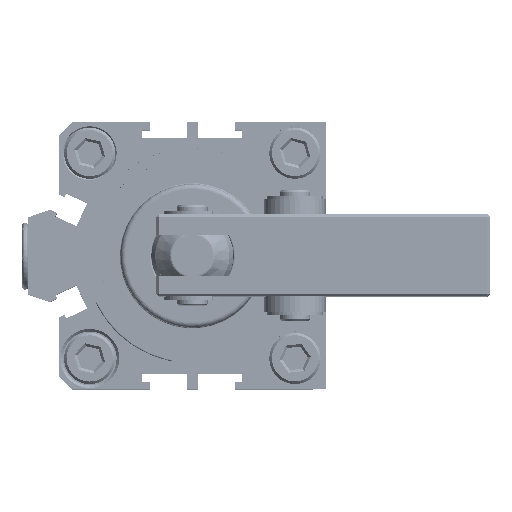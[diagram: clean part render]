
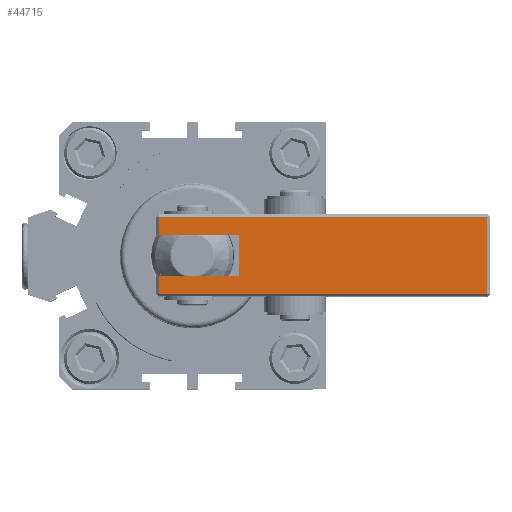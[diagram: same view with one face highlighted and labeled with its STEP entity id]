
A CAD part, top view. The second image highlights one B-rep face of the part: STEP entity #44715.
In plain terms, the highlighted planar face has unit normal (0, 0, 1).
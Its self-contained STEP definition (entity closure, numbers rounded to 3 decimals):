
#159 = VECTOR ( 'NONE', #5514, 1000. ) ;
#247 = LINE ( 'NONE', #1760, #159 ) ;
#1760 = CARTESIAN_POINT ( 'NONE',  ( 55.023, -9.616, -56.907 ) ) ;
#2407 = PLANE ( 'NONE',  #18840 ) ;
#3500 = CARTESIAN_POINT ( 'NONE',  ( -9.477, -9.616, -56.907 ) ) ;
#3908 = VECTOR ( 'NONE', #7768, 1000. ) ;
#3993 = LINE ( 'NONE', #8633, #3908 ) ;
#4279 = CARTESIAN_POINT ( 'NONE',  ( -9.477, -6.116, -56.907 ) ) ;
#5514 = DIRECTION ( 'NONE',  ( 1., 0., 0. ) ) ;
#7768 = DIRECTION ( 'NONE',  ( 1., 0., 0. ) ) ;
#8401 = ORIENTED_EDGE ( 'NONE', *, *, #26353, .T. ) ;
#8633 = CARTESIAN_POINT ( 'NONE',  ( -9.977, -6.116, -56.907 ) ) ;
#9151 = VERTEX_POINT ( 'NONE', #13013 ) ;
#12066 = ORIENTED_EDGE ( 'NONE', *, *, #21782, .F. ) ;
#13013 = CARTESIAN_POINT ( 'NONE',  ( 6.023, -6.116, -56.907 ) ) ;
#14759 = VERTEX_POINT ( 'NONE', #37465 ) ;
#15416 = CARTESIAN_POINT ( 'NONE',  ( -9.477, 5.384, -56.907 ) ) ;
#15730 = EDGE_CURVE ( 'NONE', #29377, #34179, #42271, .T. ) ;
#16172 = CARTESIAN_POINT ( 'NONE',  ( 54.523, -10.116, -56.907 ) ) ;
#16359 = EDGE_CURVE ( 'NONE', #42258, #29377, #39602, .T. ) ;
#16632 = EDGE_CURVE ( 'NONE', #34179, #19797, #38096, .T. ) ;
#16641 = DIRECTION ( 'NONE',  ( 0., -1., 0. ) ) ;
#17230 = DIRECTION ( 'NONE',  ( 0., 0., -1. ) ) ;
#17410 = VERTEX_POINT ( 'NONE', #3500 ) ;
#17575 = VECTOR ( 'NONE', #18107, 1000. ) ;
#17663 = LINE ( 'NONE', #18825, #17575 ) ;
#17947 = DIRECTION ( 'NONE',  ( 0., 1., 0. ) ) ;
#18101 = CARTESIAN_POINT ( 'NONE',  ( -9.477, -10.116, -56.907 ) ) ;
#18107 = DIRECTION ( 'NONE',  ( 0., 1., 0. ) ) ;
#18825 = CARTESIAN_POINT ( 'NONE',  ( -9.477, -10.116, -56.907 ) ) ;
#18840 = AXIS2_PLACEMENT_3D ( 'NONE', #24491, #17230, #42689 ) ;
#18919 = EDGE_CURVE ( 'NONE', #14759, #42258, #29248, .T. ) ;
#19773 = EDGE_CURVE ( 'NONE', #9151, #14759, #25072, .T. ) ;
#19797 = VERTEX_POINT ( 'NONE', #20556 ) ;
#20556 = CARTESIAN_POINT ( 'NONE',  ( 54.523, -9.616, -56.907 ) ) ;
#20711 = DIRECTION ( 'NONE',  ( 0., 1., 0. ) ) ;
#20800 = VERTEX_POINT ( 'NONE', #4279 ) ;
#20872 = CARTESIAN_POINT ( 'NONE',  ( 6.023, -10.116, -56.907 ) ) ;
#21782 = EDGE_CURVE ( 'NONE', #17410, #20800, #17663, .T. ) ;
#24491 = CARTESIAN_POINT ( 'NONE',  ( -9.977, -10.116, -56.907 ) ) ;
#25072 = LINE ( 'NONE', #20872, #25280 ) ;
#25280 = VECTOR ( 'NONE', #20711, 1000. ) ;
#25286 = EDGE_CURVE ( 'NONE', #20800, #9151, #3993, .T. ) ;
#26215 = DIRECTION ( 'NONE',  ( 1., 0., 0. ) ) ;
#26279 = CARTESIAN_POINT ( 'NONE',  ( -9.977, 5.384, -56.907 ) ) ;
#26353 = EDGE_CURVE ( 'NONE', #17410, #19797, #247, .T. ) ;
#29096 = VECTOR ( 'NONE', #34729, 1000. ) ;
#29248 = LINE ( 'NONE', #34686, #29096 ) ;
#29377 = VERTEX_POINT ( 'NONE', #15416 ) ;
#31843 = ORIENTED_EDGE ( 'NONE', *, *, #15730, .F. ) ;
#34179 = VERTEX_POINT ( 'NONE', #38785 ) ;
#34686 = CARTESIAN_POINT ( 'NONE',  ( -9.977, 1.884, -56.907 ) ) ;
#34729 = DIRECTION ( 'NONE',  ( -1., 0., 0. ) ) ;
#34795 = CARTESIAN_POINT ( 'NONE',  ( -9.477, 1.884, -56.907 ) ) ;
#37054 = ORIENTED_EDGE ( 'NONE', *, *, #16359, .F. ) ;
#37465 = CARTESIAN_POINT ( 'NONE',  ( 6.023, 1.884, -56.907 ) ) ;
#37494 = ORIENTED_EDGE ( 'NONE', *, *, #16632, .F. ) ;
#38053 = VECTOR ( 'NONE', #16641, 1000. ) ;
#38096 = LINE ( 'NONE', #16172, #38053 ) ;
#38562 = ORIENTED_EDGE ( 'NONE', *, *, #25286, .F. ) ;
#38695 = FACE_OUTER_BOUND ( 'NONE', #43468, .T. ) ;
#38785 = CARTESIAN_POINT ( 'NONE',  ( 54.523, 5.384, -56.907 ) ) ;
#39602 = LINE ( 'NONE', #18101, #39778 ) ;
#39778 = VECTOR ( 'NONE', #17947, 1000. ) ;
#40825 = ORIENTED_EDGE ( 'NONE', *, *, #18919, .F. ) ;
#41820 = VECTOR ( 'NONE', #26215, 1000. ) ;
#42258 = VERTEX_POINT ( 'NONE', #34795 ) ;
#42271 = LINE ( 'NONE', #26279, #41820 ) ;
#42689 = DIRECTION ( 'NONE',  ( 0., 1., 0. ) ) ;
#42997 = ORIENTED_EDGE ( 'NONE', *, *, #19773, .F. ) ;
#43468 = EDGE_LOOP ( 'NONE', ( #40825, #42997, #38562, #12066, #8401, #37494, #31843, #37054 ) ) ;
#44715 = ADVANCED_FACE ( 'NONE', ( #38695 ), #2407, .F. ) ;
